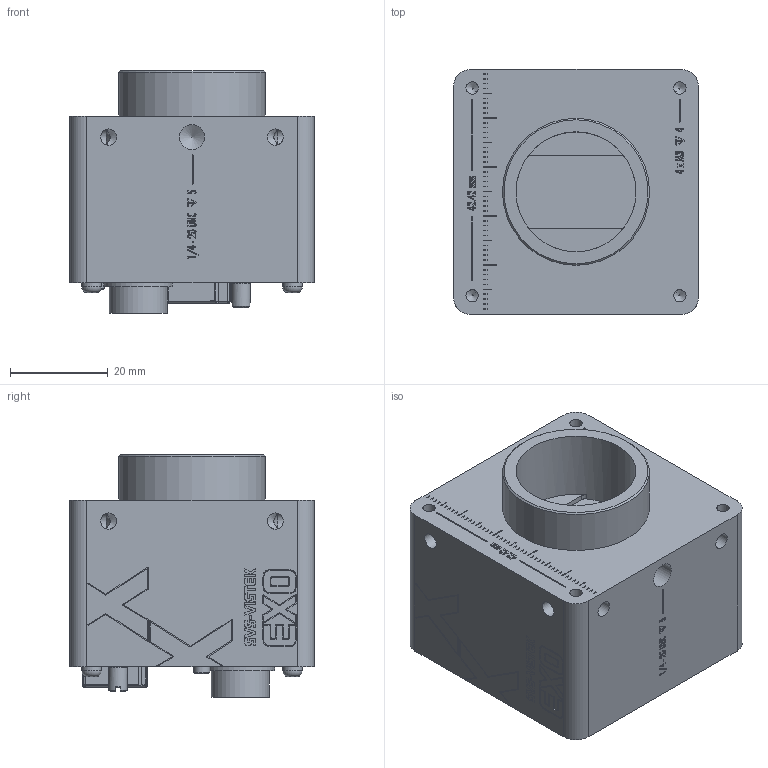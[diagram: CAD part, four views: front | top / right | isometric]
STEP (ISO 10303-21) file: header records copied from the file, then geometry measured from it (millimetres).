
FILE_DESCRIPTION (( 'STEP AP203' ), '1' );
FILE_NAME ('F002366-01001 EXO901MGE C-Mount.STEP', '2024-12-19T11:44:51', ( '' ), ( '' ), 'SwSTEP 2.0', 'SolidWorks 2023', '' );
FILE_SCHEMA (( 'CONFIG_CONTROL_DESIGN' ));
Length unit declared in the file: millimetre
Products named in the file (11): IMX901 Glass; E010288-00000 Gigabit-Ethernet Jack MOD-YSJ88D03C+; IMX901; E002082 Lichtleiter Mentor 1282.2000; E002972-01001 Rückplatte EXO GE POE; E010280-00000 HRS10A-10R-12PB mit Mutter; N000061-00000 Schraube M2x12 Torx ISO14583_M2x12; E006725-01001 Sensordichtung für IMX901; IMX901 Base; E006724-01001 EXO Frontplatte IMX901 C-Mount Fertigteil - eloxiert und laserbeschriftet; F002366-01001 EXO901MGE C-Mount
Assembly tree (13 placements, depth 3):
  F002366-01001 EXO901MGE C-Mount
    E006724-01001 EXO Frontplatte IMX901 C-Mount Fertigteil - eloxiert und laserbeschriftet
    IMX901
      IMX901 Base
      IMX901 Glass
    E010288-00000 Gigabit-Ethernet Jack MOD-YSJ88D03C+
    N000061-00000 Schraube M2x12 Torx ISO14583_M2x12  x4
    E002082 Lichtleiter Mentor 1282.2000
    E010280-00000 HRS10A-10R-12PB mit Mutter
    E002972-01001 Rückplatte EXO GE POE
    E006725-01001 Sensordichtung für IMX901
Bounding box: 50 x 50 x 49.59 mm (x, y, z)
Volume: 33648.7 mm3; surface area: 35542.8 mm2
Topology: 40 solids, 40 shells, 3703 faces, 10109 edges, 6677 vertices
Faces by surface type: plane 2294, bspline 826, cylinder 502, cone 63, sphere 12, torus 6
Full cylindrical faces by diameter (mm): 0.8 x37, 1 x13, 1.5 x4, 1.6 x6, 2 x9, 2.1 x4, 2.2 x8, 2.5 x4, 2.8 x1, 2.85 x1, 3.2 x1, 3.3 x8, 3.8 x2, 4 x4, 5.105 x1, 9 x1, 10.3 x1, 11 x1, 11.5 x1, 11.8 x1, 14 x2, 24.5 x1, 30 x1
Entity records: 120086 total; most frequent: CARTESIAN_POINT 34106, ORIENTED_EDGE 19234, DIRECTION 13953, EDGE_CURVE 9617, LINE 6951, VECTOR 6951, VERTEX_POINT 6442, EDGE_LOOP 4089
